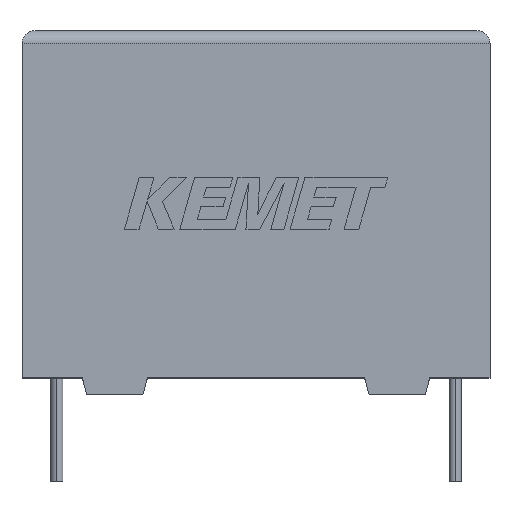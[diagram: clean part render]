
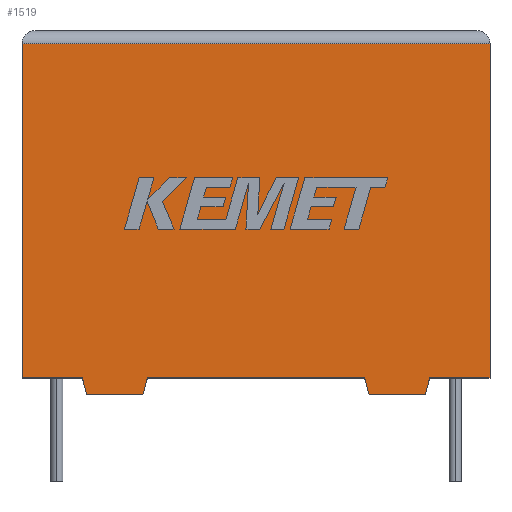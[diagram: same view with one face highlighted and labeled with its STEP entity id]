
A CAD part, top view. The second image highlights one B-rep face of the part: STEP entity #1519.
In plain terms, the highlighted planar face has unit normal (0, 0, 1).
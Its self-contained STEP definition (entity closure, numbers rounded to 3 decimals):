
#25 = EDGE_CURVE ( 'NONE', #2985, #1239, #2414, .T. ) ;
#31 = CARTESIAN_POINT ( 'NONE',  ( 23.954, -1.129, 13.2 ) ) ;
#71 = EDGE_CURVE ( 'NONE', #1682, #3233, #874, .T. ) ;
#92 = ORIENTED_EDGE ( 'NONE', *, *, #2610, .T. ) ;
#153 = CARTESIAN_POINT ( 'NONE',  ( 4.164, 0., 13.2 ) ) ;
#260 = CARTESIAN_POINT ( 'NONE',  ( 0., 0., 13.2 ) ) ;
#276 = CARTESIAN_POINT ( 'NONE',  ( 4.464, -1.129, 13.2 ) ) ;
#283 = ORIENTED_EDGE ( 'NONE', *, *, #1285, .T. ) ;
#308 = DIRECTION ( 'NONE',  ( 0., -1., 0. ) ) ;
#343 = DIRECTION ( 'NONE',  ( 0.257, 0.966, 0. ) ) ;
#348 = CARTESIAN_POINT ( 'NONE',  ( 23.654, 0., 13.2 ) ) ;
#366 = VECTOR ( 'NONE', #1163, 1000. ) ;
#435 = CARTESIAN_POINT ( 'NONE',  ( 0., 0., 13.2 ) ) ;
#491 = VERTEX_POINT ( 'NONE', #2437 ) ;
#537 = EDGE_CURVE ( 'NONE', #1900, #1356, #3182, .T. ) ;
#550 = CARTESIAN_POINT ( 'NONE',  ( 0., 23.066, 13.2 ) ) ;
#624 = DIRECTION ( 'NONE',  ( -0.257, -0.966, 0. ) ) ;
#638 = ORIENTED_EDGE ( 'NONE', *, *, #1814, .T. ) ;
#707 = CARTESIAN_POINT ( 'NONE',  ( 27.836, -1.129, 13.2 ) ) ;
#717 = DIRECTION ( 'NONE',  ( -1., 0., 0. ) ) ;
#718 = VERTEX_POINT ( 'NONE', #2822 ) ;
#738 = VECTOR ( 'NONE', #343, 1000. ) ;
#754 = LINE ( 'NONE', #435, #906 ) ;
#790 = CARTESIAN_POINT ( 'NONE',  ( 32.3, 23.066, 13.2 ) ) ;
#792 = LINE ( 'NONE', #707, #2863 ) ;
#795 = VECTOR ( 'NONE', #1277, 1000. ) ;
#854 = ORIENTED_EDGE ( 'NONE', *, *, #25, .F. ) ;
#874 = LINE ( 'NONE', #260, #795 ) ;
#881 = ORIENTED_EDGE ( 'NONE', *, *, #71, .T. ) ;
#906 = VECTOR ( 'NONE', #2126, 1000. ) ;
#930 = VERTEX_POINT ( 'NONE', #936 ) ;
#936 = CARTESIAN_POINT ( 'NONE',  ( 8.646, 0., 13.2 ) ) ;
#956 = ORIENTED_EDGE ( 'NONE', *, *, #537, .T. ) ;
#969 = CARTESIAN_POINT ( 'NONE',  ( 32.3, 0., 13.2 ) ) ;
#976 = CARTESIAN_POINT ( 'NONE',  ( 0., 0., 13.2 ) ) ;
#978 = CARTESIAN_POINT ( 'NONE',  ( 28.136, 0., 13.2 ) ) ;
#1017 = LINE ( 'NONE', #976, #1455 ) ;
#1030 = DIRECTION ( 'NONE',  ( 1., 0., 0. ) ) ;
#1106 = VECTOR ( 'NONE', #308, 1000. ) ;
#1107 = DIRECTION ( 'NONE',  ( 0., 1., 0. ) ) ;
#1124 = LINE ( 'NONE', #550, #2462 ) ;
#1163 = DIRECTION ( 'NONE',  ( 0.257, -0.966, 0. ) ) ;
#1184 = CARTESIAN_POINT ( 'NONE',  ( 0., 0., 13.2 ) ) ;
#1239 = VERTEX_POINT ( 'NONE', #348 ) ;
#1277 = DIRECTION ( 'NONE',  ( 1., 0., 0. ) ) ;
#1285 = EDGE_CURVE ( 'NONE', #3233, #1758, #1292, .T. ) ;
#1292 = LINE ( 'NONE', #2346, #2544 ) ;
#1322 = LINE ( 'NONE', #2330, #738 ) ;
#1356 = VERTEX_POINT ( 'NONE', #2868 ) ;
#1439 = FACE_OUTER_BOUND ( 'NONE', #3003, .T. ) ;
#1455 = VECTOR ( 'NONE', #2929, 1000. ) ;
#1462 = VECTOR ( 'NONE', #2984, 1000. ) ;
#1513 = LINE ( 'NONE', #1635, #1637 ) ;
#1519 = ADVANCED_FACE ( 'NONE', ( #1439 ), #1629, .F. ) ;
#1545 = DIRECTION ( 'NONE',  ( -1., 0., 0. ) ) ;
#1575 = LINE ( 'NONE', #153, #366 ) ;
#1629 = PLANE ( 'NONE',  #2639 ) ;
#1635 = CARTESIAN_POINT ( 'NONE',  ( 28.136, 0., 13.2 ) ) ;
#1637 = VECTOR ( 'NONE', #624, 1000. ) ;
#1682 = VERTEX_POINT ( 'NONE', #978 ) ;
#1702 = DIRECTION ( 'NONE',  ( -1., 0., 0. ) ) ;
#1758 = VERTEX_POINT ( 'NONE', #790 ) ;
#1814 = EDGE_CURVE ( 'NONE', #1758, #718, #1124, .T. ) ;
#1843 = LINE ( 'NONE', #3032, #1106 ) ;
#1850 = CARTESIAN_POINT ( 'NONE',  ( 4.464, -1.129, 13.2 ) ) ;
#1852 = ORIENTED_EDGE ( 'NONE', *, *, #2033, .F. ) ;
#1900 = VERTEX_POINT ( 'NONE', #1850 ) ;
#1928 = EDGE_CURVE ( 'NONE', #1356, #930, #1322, .T. ) ;
#2033 = EDGE_CURVE ( 'NONE', #1682, #491, #1513, .T. ) ;
#2126 = DIRECTION ( 'NONE',  ( 1., 0., 0. ) ) ;
#2282 = CARTESIAN_POINT ( 'NONE',  ( 0., 0., 13.2 ) ) ;
#2330 = CARTESIAN_POINT ( 'NONE',  ( 8.346, -1.129, 13.2 ) ) ;
#2346 = CARTESIAN_POINT ( 'NONE',  ( 32.3, 0., 13.2 ) ) ;
#2399 = EDGE_CURVE ( 'NONE', #718, #2877, #1843, .T. ) ;
#2414 = LINE ( 'NONE', #2971, #1462 ) ;
#2437 = CARTESIAN_POINT ( 'NONE',  ( 27.836, -1.129, 13.2 ) ) ;
#2462 = VECTOR ( 'NONE', #1545, 1000. ) ;
#2480 = ORIENTED_EDGE ( 'NONE', *, *, #2779, .F. ) ;
#2511 = VECTOR ( 'NONE', #1030, 1000. ) ;
#2538 = ORIENTED_EDGE ( 'NONE', *, *, #2399, .T. ) ;
#2544 = VECTOR ( 'NONE', #1107, 1000. ) ;
#2610 = EDGE_CURVE ( 'NONE', #930, #1239, #754, .T. ) ;
#2639 = AXIS2_PLACEMENT_3D ( 'NONE', #1184, #3186, #1702 ) ;
#2652 = ORIENTED_EDGE ( 'NONE', *, *, #2801, .T. ) ;
#2769 = VERTEX_POINT ( 'NONE', #3205 ) ;
#2779 = EDGE_CURVE ( 'NONE', #491, #2985, #792, .T. ) ;
#2801 = EDGE_CURVE ( 'NONE', #2877, #2769, #1017, .T. ) ;
#2822 = CARTESIAN_POINT ( 'NONE',  ( 0., 23.066, 13.2 ) ) ;
#2863 = VECTOR ( 'NONE', #717, 1000. ) ;
#2868 = CARTESIAN_POINT ( 'NONE',  ( 8.346, -1.129, 13.2 ) ) ;
#2877 = VERTEX_POINT ( 'NONE', #2282 ) ;
#2889 = ORIENTED_EDGE ( 'NONE', *, *, #1928, .T. ) ;
#2929 = DIRECTION ( 'NONE',  ( 1., 0., 0. ) ) ;
#2971 = CARTESIAN_POINT ( 'NONE',  ( 23.954, -1.129, 13.2 ) ) ;
#2984 = DIRECTION ( 'NONE',  ( -0.257, 0.966, 0. ) ) ;
#2985 = VERTEX_POINT ( 'NONE', #31 ) ;
#3003 = EDGE_LOOP ( 'NONE', ( #283, #638, #2538, #2652, #3028, #956, #2889, #92, #854, #2480, #1852, #881 ) ) ;
#3028 = ORIENTED_EDGE ( 'NONE', *, *, #3110, .T. ) ;
#3032 = CARTESIAN_POINT ( 'NONE',  ( 0., 0., 13.2 ) ) ;
#3110 = EDGE_CURVE ( 'NONE', #2769, #1900, #1575, .T. ) ;
#3182 = LINE ( 'NONE', #276, #2511 ) ;
#3186 = DIRECTION ( 'NONE',  ( 0., 0., -1. ) ) ;
#3205 = CARTESIAN_POINT ( 'NONE',  ( 4.164, 0., 13.2 ) ) ;
#3233 = VERTEX_POINT ( 'NONE', #969 ) ;
